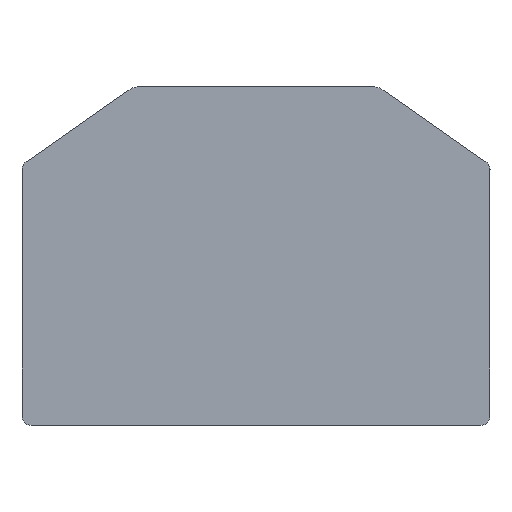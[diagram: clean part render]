
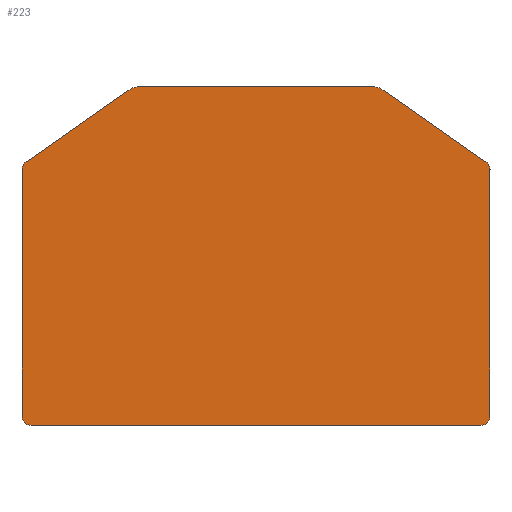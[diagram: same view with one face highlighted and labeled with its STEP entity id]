
A CAD part, top view. The second image highlights one B-rep face of the part: STEP entity #223.
In plain terms, the highlighted planar face has unit normal (0, 0, 1).
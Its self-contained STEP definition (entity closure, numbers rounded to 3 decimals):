
#2 = AXIS2_PLACEMENT_3D ( 'NONE', #16, #483, #499 ) ;
#4 = CARTESIAN_POINT ( 'NONE',  ( 11.009, 15.102, 1.2 ) ) ;
#11 = AXIS2_PLACEMENT_3D ( 'NONE', #126, #485, #486 ) ;
#12 = DIRECTION ( 'NONE',  ( -1., 0., 0. ) ) ;
#16 = CARTESIAN_POINT ( 'NONE',  ( -21.35, 9.081, 1.2 ) ) ;
#29 = CIRCLE ( 'NONE', #2, 0.9 ) ;
#30 = ORIENTED_EDGE ( 'NONE', *, *, #221, .T. ) ;
#33 = EDGE_CURVE ( 'NONE', #514, #597, #512, .T. ) ;
#36 = EDGE_CURVE ( 'NONE', #232, #468, #619, .T. ) ;
#38 = DIRECTION ( 'NONE',  ( 0., 1., 0. ) ) ;
#69 = DIRECTION ( 'NONE',  ( 0., 0., 1. ) ) ;
#78 = ORIENTED_EDGE ( 'NONE', *, *, #479, .T. ) ;
#85 = ORIENTED_EDGE ( 'NONE', *, *, #606, .T. ) ;
#97 = EDGE_CURVE ( 'NONE', #433, #530, #548, .T. ) ;
#99 = CARTESIAN_POINT ( 'NONE',  ( 21.866, 9.819, 1.2 ) ) ;
#109 = EDGE_CURVE ( 'NONE', #476, #232, #662, .T. ) ;
#119 = AXIS2_PLACEMENT_3D ( 'NONE', #666, #390, #329 ) ;
#126 = CARTESIAN_POINT ( 'NONE',  ( 21.35, 9.081, 1.2 ) ) ;
#137 = EDGE_CURVE ( 'NONE', #516, #609, #159, .T. ) ;
#159 = CIRCLE ( 'NONE', #11, 0.9 ) ;
#166 = EDGE_CURVE ( 'NONE', #239, #476, #544, .T. ) ;
#167 = VERTEX_POINT ( 'NONE', #521 ) ;
#174 = ORIENTED_EDGE ( 'NONE', *, *, #36, .T. ) ;
#183 = CARTESIAN_POINT ( 'NONE',  ( 21.35, -15.239, 1.2 ) ) ;
#197 = AXIS2_PLACEMENT_3D ( 'NONE', #646, #313, #584 ) ;
#200 = CARTESIAN_POINT ( 'NONE',  ( 21.866, 9.819, 1.2 ) ) ;
#221 = EDGE_CURVE ( 'NONE', #449, #167, #29, .T. ) ;
#223 = ADVANCED_FACE ( 'NONE', ( #238 ), #434, .T. ) ;
#229 = AXIS2_PLACEMENT_3D ( 'NONE', #4, #304, #404 ) ;
#232 = VERTEX_POINT ( 'NONE', #339 ) ;
#238 = FACE_OUTER_BOUND ( 'NONE', #640, .T. ) ;
#239 = VERTEX_POINT ( 'NONE', #571 ) ;
#244 = VECTOR ( 'NONE', #349, 1000. ) ;
#278 = VECTOR ( 'NONE', #634, 1000. ) ;
#283 = CARTESIAN_POINT ( 'NONE',  ( -21.866, 9.819, 1.2 ) ) ;
#287 = ORIENTED_EDGE ( 'NONE', *, *, #567, .T. ) ;
#292 = LINE ( 'NONE', #335, #678 ) ;
#304 = DIRECTION ( 'NONE',  ( 0., 0., 1. ) ) ;
#309 = CARTESIAN_POINT ( 'NONE',  ( -11.009, 15.102, 1.2 ) ) ;
#313 = DIRECTION ( 'NONE',  ( 0., 0., 1. ) ) ;
#319 = LINE ( 'NONE', #613, #278 ) ;
#320 = CARTESIAN_POINT ( 'NONE',  ( -22.25, -14.339, 1.2 ) ) ;
#322 = ORIENTED_EDGE ( 'NONE', *, *, #33, .T. ) ;
#329 = DIRECTION ( 'NONE',  ( 1., 0., 0. ) ) ;
#333 = DIRECTION ( 'NONE',  ( -0.819, 0.574, 0. ) ) ;
#335 = CARTESIAN_POINT ( 'NONE',  ( 22.25, 15.102, 1.2 ) ) ;
#339 = CARTESIAN_POINT ( 'NONE',  ( -11.009, 17.002, 1.2 ) ) ;
#349 = DIRECTION ( 'NONE',  ( -0.819, -0.574, 0. ) ) ;
#359 = CARTESIAN_POINT ( 'NONE',  ( 21.35, -14.339, 1.2 ) ) ;
#367 = VECTOR ( 'NONE', #527, 1000. ) ;
#370 = ORIENTED_EDGE ( 'NONE', *, *, #506, .T. ) ;
#382 = CARTESIAN_POINT ( 'NONE',  ( -12.098, 16.658, 1.2 ) ) ;
#385 = DIRECTION ( 'NONE',  ( 1., 0., 0. ) ) ;
#390 = DIRECTION ( 'NONE',  ( 0., 0., 1. ) ) ;
#404 = DIRECTION ( 'NONE',  ( -1., 0., 0. ) ) ;
#418 = AXIS2_PLACEMENT_3D ( 'NONE', #359, #478, #642 ) ;
#430 = LINE ( 'NONE', #99, #562 ) ;
#433 = VERTEX_POINT ( 'NONE', #320 ) ;
#434 = PLANE ( 'NONE',  #119 ) ;
#443 = CARTESIAN_POINT ( 'NONE',  ( 22.25, 9.081, 1.2 ) ) ;
#447 = VECTOR ( 'NONE', #385, 1000. ) ;
#449 = VERTEX_POINT ( 'NONE', #283 ) ;
#468 = VERTEX_POINT ( 'NONE', #382 ) ;
#474 = LINE ( 'NONE', #495, #447 ) ;
#476 = VERTEX_POINT ( 'NONE', #568 ) ;
#478 = DIRECTION ( 'NONE',  ( 0., 0., 1. ) ) ;
#479 = EDGE_CURVE ( 'NONE', #530, #514, #474, .T. ) ;
#483 = DIRECTION ( 'NONE',  ( 0., 0., 1. ) ) ;
#485 = DIRECTION ( 'NONE',  ( 0., 0., 1. ) ) ;
#486 = DIRECTION ( 'NONE',  ( -1., 0., 0. ) ) ;
#495 = CARTESIAN_POINT ( 'NONE',  ( -11.009, -15.239, 1.2 ) ) ;
#499 = DIRECTION ( 'NONE',  ( -1., 0., 0. ) ) ;
#501 = ORIENTED_EDGE ( 'NONE', *, *, #109, .T. ) ;
#502 = ORIENTED_EDGE ( 'NONE', *, *, #166, .T. ) ;
#506 = EDGE_CURVE ( 'NONE', #597, #516, #292, .T. ) ;
#512 = CIRCLE ( 'NONE', #418, 0.9 ) ;
#514 = VERTEX_POINT ( 'NONE', #183 ) ;
#516 = VERTEX_POINT ( 'NONE', #443 ) ;
#521 = CARTESIAN_POINT ( 'NONE',  ( -22.25, 9.081, 1.2 ) ) ;
#522 = CARTESIAN_POINT ( 'NONE',  ( -12.098, 16.658, 1.2 ) ) ;
#526 = LINE ( 'NONE', #522, #244 ) ;
#527 = DIRECTION ( 'NONE',  ( -1., 0., 0. ) ) ;
#530 = VERTEX_POINT ( 'NONE', #557 ) ;
#534 = AXIS2_PLACEMENT_3D ( 'NONE', #309, #69, #12 ) ;
#544 = CIRCLE ( 'NONE', #229, 1.9 ) ;
#548 = CIRCLE ( 'NONE', #197, 0.9 ) ;
#557 = CARTESIAN_POINT ( 'NONE',  ( -21.35, -15.239, 1.2 ) ) ;
#562 = VECTOR ( 'NONE', #333, 1000. ) ;
#567 = EDGE_CURVE ( 'NONE', #609, #239, #430, .T. ) ;
#568 = CARTESIAN_POINT ( 'NONE',  ( 11.009, 17.002, 1.2 ) ) ;
#569 = ORIENTED_EDGE ( 'NONE', *, *, #97, .T. ) ;
#571 = CARTESIAN_POINT ( 'NONE',  ( 12.098, 16.658, 1.2 ) ) ;
#583 = ORIENTED_EDGE ( 'NONE', *, *, #648, .T. ) ;
#584 = DIRECTION ( 'NONE',  ( -1., 0., 0. ) ) ;
#597 = VERTEX_POINT ( 'NONE', #669 ) ;
#606 = EDGE_CURVE ( 'NONE', #468, #449, #526, .T. ) ;
#609 = VERTEX_POINT ( 'NONE', #200 ) ;
#613 = CARTESIAN_POINT ( 'NONE',  ( -22.25, 15.102, 1.2 ) ) ;
#619 = CIRCLE ( 'NONE', #534, 1.9 ) ;
#631 = CARTESIAN_POINT ( 'NONE',  ( -11.009, 17.002, 1.2 ) ) ;
#634 = DIRECTION ( 'NONE',  ( 0., -1., 0. ) ) ;
#640 = EDGE_LOOP ( 'NONE', ( #502, #501, #174, #85, #30, #583, #569, #78, #322, #370, #649, #287 ) ) ;
#642 = DIRECTION ( 'NONE',  ( -1., 0., 0. ) ) ;
#646 = CARTESIAN_POINT ( 'NONE',  ( -21.35, -14.339, 1.2 ) ) ;
#648 = EDGE_CURVE ( 'NONE', #167, #433, #319, .T. ) ;
#649 = ORIENTED_EDGE ( 'NONE', *, *, #137, .T. ) ;
#662 = LINE ( 'NONE', #631, #367 ) ;
#666 = CARTESIAN_POINT ( 'NONE',  ( -11.009, 15.102, 1.2 ) ) ;
#669 = CARTESIAN_POINT ( 'NONE',  ( 22.25, -14.339, 1.2 ) ) ;
#678 = VECTOR ( 'NONE', #38, 1000. ) ;
